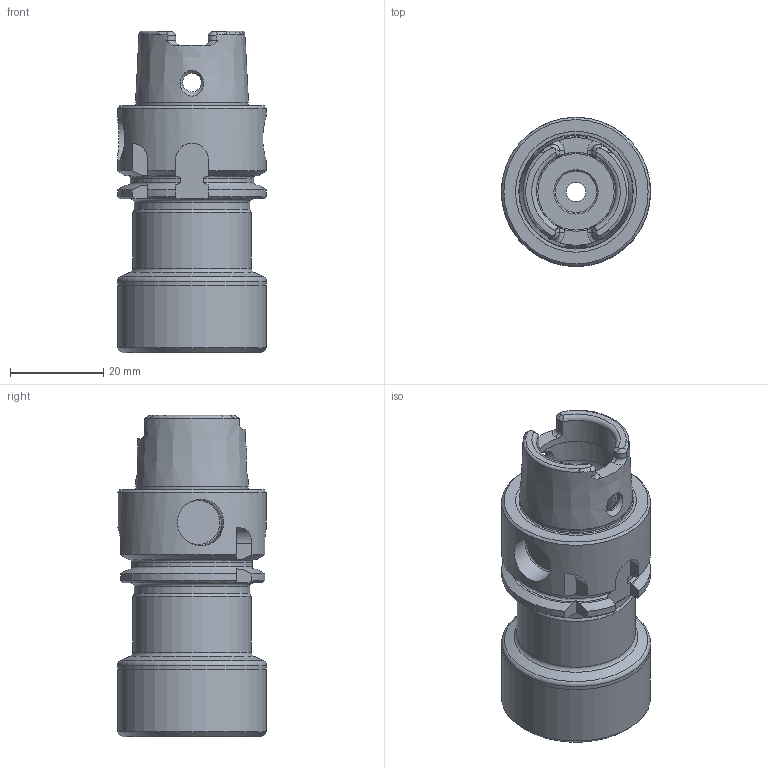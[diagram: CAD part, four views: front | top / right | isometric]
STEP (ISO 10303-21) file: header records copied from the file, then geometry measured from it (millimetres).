
FILE_DESCRIPTION(/* description */ (''),/* implementation_level */ '2;1');
FILE_NAME(/* name */ '253212520.stp',/* time_stamp */ '2021-01-08T12:41:10',/* author */ ('LRA'),/* organization */ ('REGO-FIX'),/* preprocessor_version */ ' Unknown',/* originating_system */ 'SIEMENS PLM Software Solid Edge ST10',/* authorization */ 'Unknown');
FILE_SCHEMA (('AUTOMOTIVE_DESIGN { 1 0 10303 214 2 1 1}'));
Length unit declared in the file: millimetre
Products named in the file (1): NOCUT
Bounding box: 32 x 32 x 69 mm (x, y, z)
Volume: 24161.6 mm3; surface area: 12148.1 mm2
Topology: 1 solids, 1 shells, 137 faces, 364 edges, 230 vertices
Faces by surface type: plane 49, cylinder 36, cone 29, torus 23
Full cylindrical faces by diameter (mm): 4 x2, 4.2 x1, 8.917 x1, 10 x2, 11 x1, 17 x2, 18 x1, 20.5 x1, 24.129 x1, 24.8 x1, 25.5 x1, 32 x3
Entity records: 5118 total; most frequent: CARTESIAN_POINT 1078, DIRECTION 624, ORIENTED_EDGE 600, EDGE_CURVE 300, AXIS2_PLACEMENT_3D 261, VERTEX_POINT 211, EDGE_LOOP 189, FACE_BOUND 189
